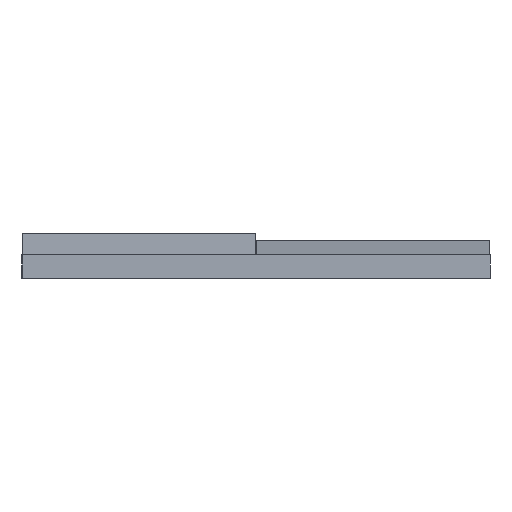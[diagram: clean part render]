
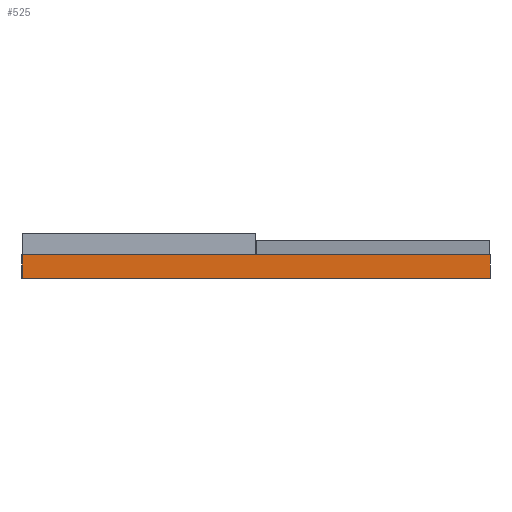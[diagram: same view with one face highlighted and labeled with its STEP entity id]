
A CAD part, front view. The second image highlights one B-rep face of the part: STEP entity #525.
In plain terms, the highlighted planar face has unit normal (0, -1, 0).
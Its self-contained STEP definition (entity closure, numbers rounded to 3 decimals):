
#5 = EDGE_CURVE ( 'NONE', #157, #284, #131, .T. ) ;
#19 = VERTEX_POINT ( 'NONE', #348 ) ;
#61 = ORIENTED_EDGE ( 'NONE', *, *, #271, .F. ) ;
#80 = EDGE_CURVE ( 'NONE', #157, #19, #210, .T. ) ;
#101 = ORIENTED_EDGE ( 'NONE', *, *, #80, .F. ) ;
#128 = CARTESIAN_POINT ( 'NONE',  ( 0., -50000., 0. ) ) ;
#131 = LINE ( 'NONE', #128, #383 ) ;
#157 = VERTEX_POINT ( 'NONE', #606 ) ;
#158 = DIRECTION ( 'NONE',  ( 0., 1., 0. ) ) ;
#170 = DIRECTION ( 'NONE',  ( 0., 0., -1. ) ) ;
#185 = EDGE_CURVE ( 'NONE', #19, #535, #231, .T. ) ;
#209 = DIRECTION ( 'NONE',  ( 0., 0., 1. ) ) ;
#210 = LINE ( 'NONE', #621, #248 ) ;
#231 = LINE ( 'NONE', #283, #600 ) ;
#248 = VECTOR ( 'NONE', #422, 1000. ) ;
#263 = FACE_OUTER_BOUND ( 'NONE', #592, .T. ) ;
#271 = EDGE_CURVE ( 'NONE', #535, #284, #528, .T. ) ;
#274 = DIRECTION ( 'NONE',  ( 1., 0., 0. ) ) ;
#283 = CARTESIAN_POINT ( 'NONE',  ( 0., -50000., 100. ) ) ;
#284 = VERTEX_POINT ( 'NONE', #385 ) ;
#345 = DIRECTION ( 'NONE',  ( 1., 0., 0. ) ) ;
#348 = CARTESIAN_POINT ( 'NONE',  ( -1000., -50000., 100. ) ) ;
#353 = VECTOR ( 'NONE', #170, 1000. ) ;
#360 = CARTESIAN_POINT ( 'NONE',  ( 1000., -50000., 100. ) ) ;
#374 = AXIS2_PLACEMENT_3D ( 'NONE', #616, #158, #209 ) ;
#383 = VECTOR ( 'NONE', #345, 1000. ) ;
#385 = CARTESIAN_POINT ( 'NONE',  ( 1000., -50000., 0. ) ) ;
#399 = ORIENTED_EDGE ( 'NONE', *, *, #5, .T. ) ;
#421 = PLANE ( 'NONE',  #374 ) ;
#422 = DIRECTION ( 'NONE',  ( 0., 0., 1. ) ) ;
#477 = ORIENTED_EDGE ( 'NONE', *, *, #185, .F. ) ;
#525 = ADVANCED_FACE ( 'NONE', ( #263 ), #421, .F. ) ;
#528 = LINE ( 'NONE', #624, #353 ) ;
#535 = VERTEX_POINT ( 'NONE', #360 ) ;
#592 = EDGE_LOOP ( 'NONE', ( #399, #61, #477, #101 ) ) ;
#600 = VECTOR ( 'NONE', #274, 1000. ) ;
#606 = CARTESIAN_POINT ( 'NONE',  ( -1000., -50000., 0. ) ) ;
#616 = CARTESIAN_POINT ( 'NONE',  ( 0., -50000., 100. ) ) ;
#621 = CARTESIAN_POINT ( 'NONE',  ( -1000., -50000., 0. ) ) ;
#624 = CARTESIAN_POINT ( 'NONE',  ( 1000., -50000., 100. ) ) ;
